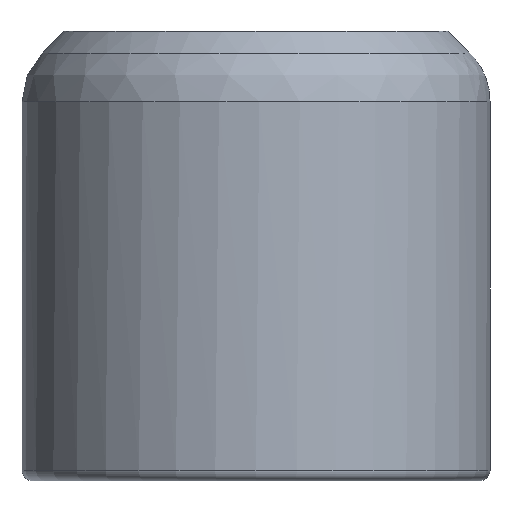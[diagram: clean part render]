
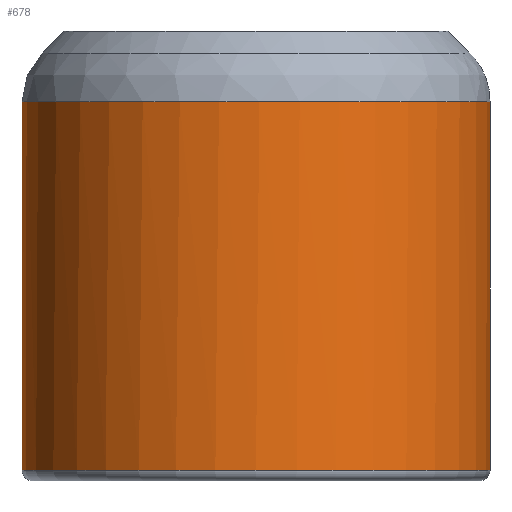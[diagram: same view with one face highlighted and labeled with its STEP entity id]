
A CAD part, front view. The second image highlights one B-rep face of the part: STEP entity #678.
In plain terms, the highlighted cylindrical face has radius 17.05 mm (diameter 34.1 mm), a full revolution.
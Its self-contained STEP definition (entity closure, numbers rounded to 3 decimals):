
#453 = ( BOUNDED_SURFACE() B_SPLINE_SURFACE(2,14,(
    (#454,#455,#456,#457,#458,#459,#460,#461,#462,#463,#464,#465,#466
      ,#467,#468)
    ,(#469,#470,#471,#472,#473,#474,#475,#476,#477,#478,#479,#480,#481
      ,#482,#483)
    ,(#484,#485,#486,#487,#488,#489,#490,#491,#492,#493,#494,#495,#496
      ,#497,#498
)),.UNSPECIFIED.,.F.,.T.,.F.) B_SPLINE_SURFACE_WITH_KNOTS((3,3),(15,15),
  (0.,107.128),(0.,107.128),
.PIECEWISE_BEZIER_KNOTS.) GEOMETRIC_REPRESENTATION_ITEM() 
RATIONAL_B_SPLINE_SURFACE((
    (1.,1.,1.,1.,1.,1.,1.
      ,1.,1.,1.,1.
      ,1.,1.,1.,1.)
    ,(0.924,0.924,0.924,0.924
      ,0.924,0.924,0.924,0.924
      ,0.924,0.924,0.924,0.924
      ,0.924,0.924,0.924)
    ,(1.,1.,1.,1.,1.,1.,1.
      ,1.,1.,1.,1.
,1.,1.,1.,1.))) REPRESENTATION_ITEM('') SURFACE() );
#454 = CARTESIAN_POINT('',(17.05,0.,83.079));
#455 = CARTESIAN_POINT('',(17.05,-7.541,83.079));
#456 = CARTESIAN_POINT('',(13.458,-15.243,
    83.079));
#457 = CARTESIAN_POINT('',(6.022,-21.098,83.079
    ));
#458 = CARTESIAN_POINT('',(-4.121,-23.023,
    83.079));
#459 = CARTESIAN_POINT('',(-14.627,-19.213,
    83.079));
#460 = CARTESIAN_POINT('',(-21.675,-11.669,
    83.079));
#461 = CARTESIAN_POINT('',(-26.134,0.,
    83.079));
#462 = CARTESIAN_POINT('',(-21.675,11.669,
    83.079));
#463 = CARTESIAN_POINT('',(-14.627,19.213,
    83.079));
#464 = CARTESIAN_POINT('',(-4.121,23.023,
    83.079));
#465 = CARTESIAN_POINT('',(6.022,21.098,
    83.079));
#466 = CARTESIAN_POINT('',(13.458,15.243,
    83.079));
#467 = CARTESIAN_POINT('',(17.05,7.541,
    83.079));
#468 = CARTESIAN_POINT('',(17.05,0.,83.079));
#469 = CARTESIAN_POINT('',(17.05,0.,85.15));
#470 = CARTESIAN_POINT('',(17.05,-7.541,85.15));
#471 = CARTESIAN_POINT('',(13.458,-15.243,85.15));
#472 = CARTESIAN_POINT('',(6.022,-21.098,85.15
    ));
#473 = CARTESIAN_POINT('',(-4.121,-23.023,
    85.15));
#474 = CARTESIAN_POINT('',(-14.627,-19.213,
    85.15));
#475 = CARTESIAN_POINT('',(-21.675,-11.669,
    85.15));
#476 = CARTESIAN_POINT('',(-26.134,0.,
    85.15));
#477 = CARTESIAN_POINT('',(-21.675,11.669,
    85.15));
#478 = CARTESIAN_POINT('',(-14.627,19.213,85.15
    ));
#479 = CARTESIAN_POINT('',(-4.121,23.023,
    85.15));
#480 = CARTESIAN_POINT('',(6.022,21.098,85.15));
#481 = CARTESIAN_POINT('',(13.458,15.243,85.15));
#482 = CARTESIAN_POINT('',(17.05,7.541,85.15));
#483 = CARTESIAN_POINT('',(17.05,0.,85.15));
#484 = CARTESIAN_POINT('',(15.586,0.,
    86.614));
#485 = CARTESIAN_POINT('',(15.586,-6.894,
    86.614));
#486 = CARTESIAN_POINT('',(12.302,-13.934,
    86.614));
#487 = CARTESIAN_POINT('',(5.505,-19.286,
    86.614));
#488 = CARTESIAN_POINT('',(-3.767,-21.045,
    86.614));
#489 = CARTESIAN_POINT('',(-13.371,-17.563,
    86.614));
#490 = CARTESIAN_POINT('',(-19.814,-10.667,
    86.614));
#491 = CARTESIAN_POINT('',(-23.889,0.,
    86.614));
#492 = CARTESIAN_POINT('',(-19.814,10.667,
    86.614));
#493 = CARTESIAN_POINT('',(-13.371,17.563,
    86.614));
#494 = CARTESIAN_POINT('',(-3.767,21.045,
    86.614));
#495 = CARTESIAN_POINT('',(5.505,19.286,86.614
    ));
#496 = CARTESIAN_POINT('',(12.302,13.934,
    86.614));
#497 = CARTESIAN_POINT('',(15.586,6.894,86.614
    ));
#498 = CARTESIAN_POINT('',(15.586,0.,
    86.614));
#545 = VERTEX_POINT('',#546);
#546 = CARTESIAN_POINT('',(17.05,0.,83.079));
#569 = EDGE_CURVE('',#545,#545,#570,.T.);
#570 = SURFACE_CURVE('',#571,(#587,#594),.PCURVE_S1.);
#571 = ( BOUNDED_CURVE() B_SPLINE_CURVE(14,(#572,#573,#574,#575,#576,
    #577,#578,#579,#580,#581,#582,#583,#584,#585,#586),.UNSPECIFIED.,.T.
,.F.) B_SPLINE_CURVE_WITH_KNOTS((15,15),(0.,
107.128),.PIECEWISE_BEZIER_KNOTS.) CURVE() 
GEOMETRIC_REPRESENTATION_ITEM() RATIONAL_B_SPLINE_CURVE((1.,1.,1.,1.,
    1.,1.,1.,1.,
    1.,1.,1.,1.,1.,1.,1.
)) REPRESENTATION_ITEM('') );
#572 = CARTESIAN_POINT('',(17.05,0.,83.079));
#573 = CARTESIAN_POINT('',(17.05,-7.541,83.079));
#574 = CARTESIAN_POINT('',(13.458,-15.243,
    83.079));
#575 = CARTESIAN_POINT('',(6.022,-21.098,83.079
    ));
#576 = CARTESIAN_POINT('',(-4.121,-23.023,
    83.079));
#577 = CARTESIAN_POINT('',(-14.627,-19.213,
    83.079));
#578 = CARTESIAN_POINT('',(-21.675,-11.669,
    83.079));
#579 = CARTESIAN_POINT('',(-26.134,0.,
    83.079));
#580 = CARTESIAN_POINT('',(-21.675,11.669,
    83.079));
#581 = CARTESIAN_POINT('',(-14.627,19.213,
    83.079));
#582 = CARTESIAN_POINT('',(-4.121,23.023,
    83.079));
#583 = CARTESIAN_POINT('',(6.022,21.098,
    83.079));
#584 = CARTESIAN_POINT('',(13.458,15.243,
    83.079));
#585 = CARTESIAN_POINT('',(17.05,7.541,
    83.079));
#586 = CARTESIAN_POINT('',(17.05,0.,83.079));
#587 = PCURVE('',#453,#588);
#588 = DEFINITIONAL_REPRESENTATION('',(#589),#593);
#589 = LINE('',#590,#591);
#590 = CARTESIAN_POINT('',(0.,0.));
#591 = VECTOR('',#592,1.);
#592 = DIRECTION('',(0.,1.));
#593 = ( GEOMETRIC_REPRESENTATION_CONTEXT(2) 
PARAMETRIC_REPRESENTATION_CONTEXT() REPRESENTATION_CONTEXT('2D SPACE',''
  ) );
#594 = PCURVE('',#595,#600);
#595 = CYLINDRICAL_SURFACE('',#596,17.05);
#596 = AXIS2_PLACEMENT_3D('',#597,#598,#599);
#597 = CARTESIAN_POINT('',(0.,0.,56.2));
#598 = DIRECTION('',(0.,0.,1.));
#599 = DIRECTION('',(1.,0.,0.));
#600 = DEFINITIONAL_REPRESENTATION('',(#601),#622);
#601 = B_SPLINE_CURVE_WITH_KNOTS('',10,(#602,#603,#604,#605,#606,#607,
    #608,#609,#610,#611,#612,#613,#614,#615,#616,#617,#618,#619,#620,
    #621),.UNSPECIFIED.,.F.,.F.,(11,9,11),(0.,
    53.564,107.128),.UNSPECIFIED.);
#602 = CARTESIAN_POINT('',(0.,26.879));
#603 = CARTESIAN_POINT('',(-0.31,26.879));
#604 = CARTESIAN_POINT('',(-0.624,26.879));
#605 = CARTESIAN_POINT('',(-0.94,26.879));
#606 = CARTESIAN_POINT('',(-1.256,26.879));
#607 = CARTESIAN_POINT('',(-1.57,26.879));
#608 = CARTESIAN_POINT('',(-1.885,26.879));
#609 = CARTESIAN_POINT('',(-2.199,26.879));
#610 = CARTESIAN_POINT('',(-2.513,26.879));
#611 = CARTESIAN_POINT('',(-2.827,26.879));
#612 = CARTESIAN_POINT('',(-3.456,26.879));
#613 = CARTESIAN_POINT('',(-3.77,26.879));
#614 = CARTESIAN_POINT('',(-4.084,26.879));
#615 = CARTESIAN_POINT('',(-4.398,26.879));
#616 = CARTESIAN_POINT('',(-4.713,26.879));
#617 = CARTESIAN_POINT('',(-5.027,26.879));
#618 = CARTESIAN_POINT('',(-5.343,26.879));
#619 = CARTESIAN_POINT('',(-5.659,26.879));
#620 = CARTESIAN_POINT('',(-5.974,26.879));
#621 = CARTESIAN_POINT('',(-6.283,26.879));
#622 = ( GEOMETRIC_REPRESENTATION_CONTEXT(2) 
PARAMETRIC_REPRESENTATION_CONTEXT() REPRESENTATION_CONTEXT('2D SPACE',''
  ) );
#678 = ADVANCED_FACE('',(#679),#595,.T.);
#679 = FACE_BOUND('',#680,.F.);
#680 = EDGE_LOOP('',(#681,#704,#731,#732));
#681 = ORIENTED_EDGE('',*,*,#682,.F.);
#682 = EDGE_CURVE('',#683,#545,#685,.T.);
#683 = VERTEX_POINT('',#684);
#684 = CARTESIAN_POINT('',(17.05,0.,56.2));
#685 = SEAM_CURVE('',#686,(#690,#697),.PCURVE_S1.);
#686 = LINE('',#687,#688);
#687 = CARTESIAN_POINT('',(17.05,0.,56.2));
#688 = VECTOR('',#689,1.);
#689 = DIRECTION('',(0.,0.,1.));
#690 = PCURVE('',#595,#691);
#691 = DEFINITIONAL_REPRESENTATION('',(#692),#696);
#692 = LINE('',#693,#694);
#693 = CARTESIAN_POINT('',(-0.,0.));
#694 = VECTOR('',#695,1.);
#695 = DIRECTION('',(-0.,1.));
#696 = ( GEOMETRIC_REPRESENTATION_CONTEXT(2) 
PARAMETRIC_REPRESENTATION_CONTEXT() REPRESENTATION_CONTEXT('2D SPACE',''
  ) );
#697 = PCURVE('',#595,#698);
#698 = DEFINITIONAL_REPRESENTATION('',(#699),#703);
#699 = LINE('',#700,#701);
#700 = CARTESIAN_POINT('',(-6.283,0.));
#701 = VECTOR('',#702,1.);
#702 = DIRECTION('',(-0.,1.));
#703 = ( GEOMETRIC_REPRESENTATION_CONTEXT(2) 
PARAMETRIC_REPRESENTATION_CONTEXT() REPRESENTATION_CONTEXT('2D SPACE',''
  ) );
#704 = ORIENTED_EDGE('',*,*,#705,.T.);
#705 = EDGE_CURVE('',#683,#683,#706,.T.);
#706 = SURFACE_CURVE('',#707,(#712,#719),.PCURVE_S1.);
#707 = CIRCLE('',#708,17.05);
#708 = AXIS2_PLACEMENT_3D('',#709,#710,#711);
#709 = CARTESIAN_POINT('',(0.,0.,56.2));
#710 = DIRECTION('',(0.,0.,-1.));
#711 = DIRECTION('',(1.,0.,0.));
#712 = PCURVE('',#595,#713);
#713 = DEFINITIONAL_REPRESENTATION('',(#714),#718);
#714 = LINE('',#715,#716);
#715 = CARTESIAN_POINT('',(-0.,0.));
#716 = VECTOR('',#717,1.);
#717 = DIRECTION('',(-1.,0.));
#718 = ( GEOMETRIC_REPRESENTATION_CONTEXT(2) 
PARAMETRIC_REPRESENTATION_CONTEXT() REPRESENTATION_CONTEXT('2D SPACE',''
  ) );
#719 = PCURVE('',#720,#725);
#720 = TOROIDAL_SURFACE('',#721,16.3,0.75);
#721 = AXIS2_PLACEMENT_3D('',#722,#723,#724);
#722 = CARTESIAN_POINT('',(0.,0.,56.2));
#723 = DIRECTION('',(0.,0.,1.));
#724 = DIRECTION('',(1.,0.,0.));
#725 = DEFINITIONAL_REPRESENTATION('',(#726),#730);
#726 = LINE('',#727,#728);
#727 = CARTESIAN_POINT('',(-0.,6.283));
#728 = VECTOR('',#729,1.);
#729 = DIRECTION('',(-1.,0.));
#730 = ( GEOMETRIC_REPRESENTATION_CONTEXT(2) 
PARAMETRIC_REPRESENTATION_CONTEXT() REPRESENTATION_CONTEXT('2D SPACE',''
  ) );
#731 = ORIENTED_EDGE('',*,*,#682,.T.);
#732 = ORIENTED_EDGE('',*,*,#569,.F.);
